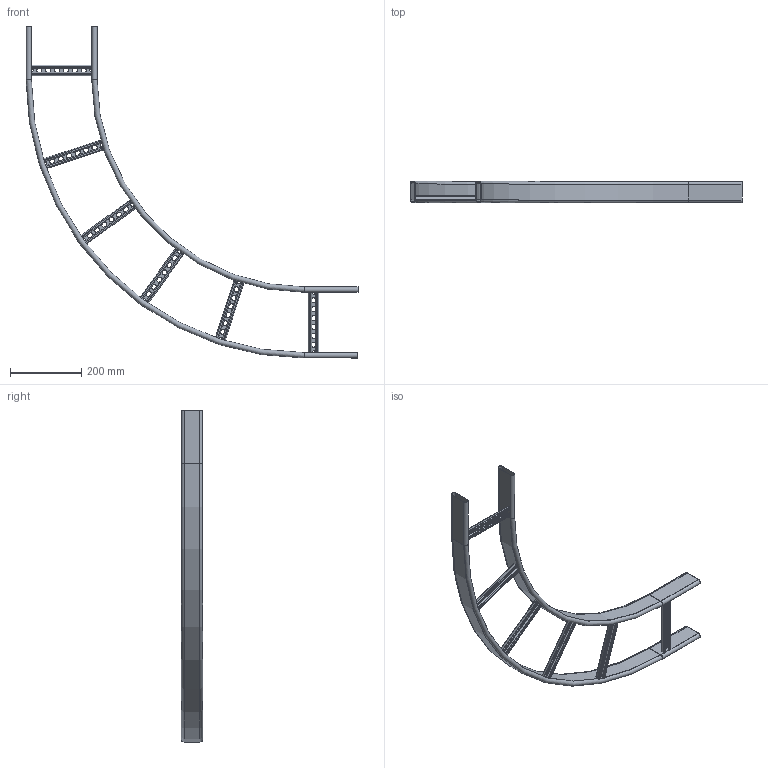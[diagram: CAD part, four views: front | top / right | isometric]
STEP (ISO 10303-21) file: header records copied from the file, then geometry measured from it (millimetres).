
FILE_DESCRIPTION (( 'STEP AP203' ), '1' );
FILE_NAME ('10-04-6386.STEP', '2013-05-02T09:38:56', ( 'asennus' ), ( '' ), 'SwSTEP 2.0', 'SolidWorks 2013', '' );
FILE_SCHEMA (( 'CONFIG_CONTROL_DESIGN' ));
Length unit declared in the file: millimetre
Products named in the file (1): 10-04-6386
Bounding box: 935 x 60 x 935 mm (x, y, z)
Volume: 430814.3 mm3; surface area: 866595.9 mm2
Topology: 8 solids, 8 shells, 556 faces, 1300 edges, 760 vertices
Faces by surface type: plane 356, cylinder 192, torus 8
Entity records: 15703 total; most frequent: DIRECTION 2798, CARTESIAN_POINT 2617, ORIENTED_EDGE 2600, EDGE_CURVE 1300, AXIS2_PLACEMENT_3D 941, VECTOR 916, LINE 916, VERTEX_POINT 760
